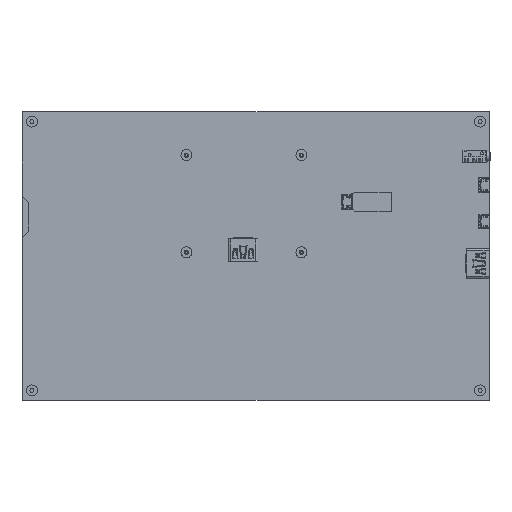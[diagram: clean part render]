
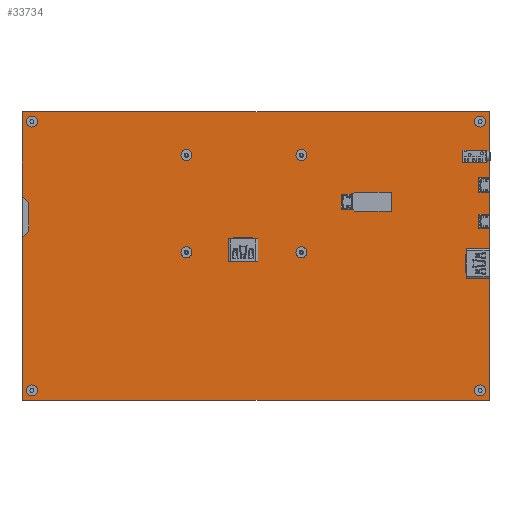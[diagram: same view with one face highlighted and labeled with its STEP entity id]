
A CAD part, front view. The second image highlights one B-rep face of the part: STEP entity #33734.
In plain terms, the highlighted face is planar.
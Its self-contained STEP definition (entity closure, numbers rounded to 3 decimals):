
#264=CIRCLE('',#35840,2.75);
#266=CIRCLE('',#35844,2.75);
#268=CIRCLE('',#35848,2.75);
#270=CIRCLE('',#35852,2.75);
#280=CIRCLE('',#35872,2.75);
#282=CIRCLE('',#35876,2.75);
#284=CIRCLE('',#35880,2.75);
#286=CIRCLE('',#35884,2.75);
#287=CIRCLE('',#35892,1.);
#288=CIRCLE('',#35893,1.);
#289=CIRCLE('',#35894,1.);
#290=CIRCLE('',#35895,1.);
#844=FACE_BOUND('',#2860,.T.);
#845=FACE_BOUND('',#2861,.T.);
#846=FACE_BOUND('',#2862,.T.);
#847=FACE_BOUND('',#2863,.T.);
#848=FACE_BOUND('',#2864,.T.);
#849=FACE_BOUND('',#2865,.T.);
#850=FACE_BOUND('',#2866,.T.);
#851=FACE_BOUND('',#2867,.T.);
#852=FACE_BOUND('',#2868,.T.);
#972=FACE_OUTER_BOUND('',#2859,.T.);
#2859=EDGE_LOOP('',(#21220,#21221,#21222,#21223,#21224,#21225,#21226,#21227,
#21228,#21229,#21230,#21231));
#2860=EDGE_LOOP('',(#21232,#21233,#21234,#21235,#21236,#21237));
#2861=EDGE_LOOP('',(#21238));
#2862=EDGE_LOOP('',(#21239));
#2863=EDGE_LOOP('',(#21240));
#2864=EDGE_LOOP('',(#21241));
#2865=EDGE_LOOP('',(#21242));
#2866=EDGE_LOOP('',(#21243));
#2867=EDGE_LOOP('',(#21244));
#2868=EDGE_LOOP('',(#21245));
#4782=LINE('',#46804,#9047);
#4786=LINE('',#46812,#9051);
#4789=LINE('',#46818,#9054);
#4792=LINE('',#46824,#9057);
#4796=LINE('',#46832,#9061);
#4799=LINE('',#46836,#9064);
#4816=LINE('',#46952,#9081);
#4820=LINE('',#46960,#9085);
#4823=LINE('',#46966,#9088);
#4828=LINE('',#46975,#9093);
#4829=LINE('',#46978,#9094);
#4832=LINE('',#46986,#9097);
#4833=LINE('',#46990,#9098);
#4834=LINE('',#46994,#9099);
#9047=VECTOR('',#38109,10.);
#9051=VECTOR('',#38115,10.);
#9054=VECTOR('',#38120,10.);
#9057=VECTOR('',#38125,10.);
#9061=VECTOR('',#38131,10.);
#9064=VECTOR('',#38136,10.);
#9081=VECTOR('',#38283,10.);
#9085=VECTOR('',#38289,10.);
#9088=VECTOR('',#38294,10.);
#9093=VECTOR('',#38301,10.);
#9094=VECTOR('',#38304,10.);
#9097=VECTOR('',#38311,10.);
#9098=VECTOR('',#38314,10.);
#9099=VECTOR('',#38317,10.);
#13296=VERTEX_POINT('',#46802);
#13297=VERTEX_POINT('',#46803);
#13300=VERTEX_POINT('',#46811);
#13302=VERTEX_POINT('',#46817);
#13304=VERTEX_POINT('',#46823);
#13307=VERTEX_POINT('',#46831);
#13317=VERTEX_POINT('',#46868);
#13319=VERTEX_POINT('',#46875);
#13321=VERTEX_POINT('',#46882);
#13323=VERTEX_POINT('',#46889);
#13333=VERTEX_POINT('',#46924);
#13335=VERTEX_POINT('',#46931);
#13337=VERTEX_POINT('',#46938);
#13339=VERTEX_POINT('',#46945);
#13340=VERTEX_POINT('',#46950);
#13341=VERTEX_POINT('',#46951);
#13344=VERTEX_POINT('',#46959);
#13346=VERTEX_POINT('',#46965);
#13349=VERTEX_POINT('',#46973);
#13350=VERTEX_POINT('',#46977);
#13352=VERTEX_POINT('',#46983);
#13353=VERTEX_POINT('',#46985);
#13354=VERTEX_POINT('',#46987);
#13355=VERTEX_POINT('',#46989);
#13356=VERTEX_POINT('',#46991);
#13357=VERTEX_POINT('',#46993);
#16256=EDGE_CURVE('',#13296,#13297,#4782,.T.);
#16260=EDGE_CURVE('',#13300,#13297,#4786,.T.);
#16263=EDGE_CURVE('',#13300,#13302,#4789,.T.);
#16266=EDGE_CURVE('',#13304,#13302,#4792,.T.);
#16270=EDGE_CURVE('',#13307,#13304,#4796,.T.);
#16273=EDGE_CURVE('',#13296,#13307,#4799,.T.);
#16288=EDGE_CURVE('',#13317,#13317,#264,.T.);
#16291=EDGE_CURVE('',#13319,#13319,#266,.T.);
#16294=EDGE_CURVE('',#13321,#13321,#268,.T.);
#16297=EDGE_CURVE('',#13323,#13323,#270,.T.);
#16312=EDGE_CURVE('',#13333,#13333,#280,.T.);
#16315=EDGE_CURVE('',#13335,#13335,#282,.T.);
#16318=EDGE_CURVE('',#13337,#13337,#284,.T.);
#16321=EDGE_CURVE('',#13339,#13339,#286,.T.);
#16322=EDGE_CURVE('',#13340,#13341,#4816,.T.);
#16326=EDGE_CURVE('',#13344,#13340,#4820,.T.);
#16329=EDGE_CURVE('',#13346,#13344,#4823,.T.);
#16334=EDGE_CURVE('',#13341,#13349,#4828,.T.);
#16335=EDGE_CURVE('',#13350,#13346,#4829,.T.);
#16338=EDGE_CURVE('',#13352,#13349,#287,.T.);
#16339=EDGE_CURVE('',#13352,#13353,#4832,.T.);
#16340=EDGE_CURVE('',#13354,#13353,#288,.T.);
#16341=EDGE_CURVE('',#13354,#13355,#4833,.T.);
#16342=EDGE_CURVE('',#13356,#13355,#289,.T.);
#16343=EDGE_CURVE('',#13356,#13357,#4834,.T.);
#16344=EDGE_CURVE('',#13350,#13357,#290,.T.);
#21220=ORIENTED_EDGE('',*,*,#16329,.T.);
#21221=ORIENTED_EDGE('',*,*,#16326,.T.);
#21222=ORIENTED_EDGE('',*,*,#16322,.T.);
#21223=ORIENTED_EDGE('',*,*,#16334,.T.);
#21224=ORIENTED_EDGE('',*,*,#16338,.F.);
#21225=ORIENTED_EDGE('',*,*,#16339,.T.);
#21226=ORIENTED_EDGE('',*,*,#16340,.F.);
#21227=ORIENTED_EDGE('',*,*,#16341,.T.);
#21228=ORIENTED_EDGE('',*,*,#16342,.F.);
#21229=ORIENTED_EDGE('',*,*,#16343,.T.);
#21230=ORIENTED_EDGE('',*,*,#16344,.F.);
#21231=ORIENTED_EDGE('',*,*,#16335,.T.);
#21232=ORIENTED_EDGE('',*,*,#16273,.T.);
#21233=ORIENTED_EDGE('',*,*,#16270,.T.);
#21234=ORIENTED_EDGE('',*,*,#16266,.T.);
#21235=ORIENTED_EDGE('',*,*,#16263,.F.);
#21236=ORIENTED_EDGE('',*,*,#16260,.T.);
#21237=ORIENTED_EDGE('',*,*,#16256,.F.);
#21238=ORIENTED_EDGE('',*,*,#16288,.T.);
#21239=ORIENTED_EDGE('',*,*,#16291,.T.);
#21240=ORIENTED_EDGE('',*,*,#16294,.T.);
#21241=ORIENTED_EDGE('',*,*,#16297,.T.);
#21242=ORIENTED_EDGE('',*,*,#16312,.T.);
#21243=ORIENTED_EDGE('',*,*,#16315,.T.);
#21244=ORIENTED_EDGE('',*,*,#16318,.T.);
#21245=ORIENTED_EDGE('',*,*,#16321,.T.);
#30609=PLANE('',#35891);
#33734=ADVANCED_FACE('',(#972,#844,#845,#846,#847,#848,#849,#850,#851,#852),
#30609,.T.);
#35840=AXIS2_PLACEMENT_3D('',#46870,#38178,#38179);
#35844=AXIS2_PLACEMENT_3D('',#46877,#38187,#38188);
#35848=AXIS2_PLACEMENT_3D('',#46884,#38196,#38197);
#35852=AXIS2_PLACEMENT_3D('',#46891,#38205,#38206);
#35872=AXIS2_PLACEMENT_3D('',#46926,#38250,#38251);
#35876=AXIS2_PLACEMENT_3D('',#46933,#38259,#38260);
#35880=AXIS2_PLACEMENT_3D('',#46940,#38268,#38269);
#35884=AXIS2_PLACEMENT_3D('',#46947,#38277,#38278);
#35891=AXIS2_PLACEMENT_3D('',#46982,#38307,#38308);
#35892=AXIS2_PLACEMENT_3D('',#46984,#38309,#38310);
#35893=AXIS2_PLACEMENT_3D('',#46988,#38312,#38313);
#35894=AXIS2_PLACEMENT_3D('',#46992,#38315,#38316);
#35895=AXIS2_PLACEMENT_3D('',#46995,#38318,#38319);
#38109=DIRECTION('',(0.707,0.,-0.707));
#38115=DIRECTION('',(0.,0.,1.));
#38120=DIRECTION('',(-0.707,0.,-0.707));
#38125=DIRECTION('',(1.,0.,0.));
#38131=DIRECTION('',(0.,0.,-1.));
#38136=DIRECTION('',(-1.,0.,0.));
#38178=DIRECTION('center_axis',(0.,-1.,0.));
#38179=DIRECTION('ref_axis',(1.,0.,0.));
#38187=DIRECTION('center_axis',(0.,-1.,0.));
#38188=DIRECTION('ref_axis',(1.,0.,0.));
#38196=DIRECTION('center_axis',(0.,-1.,0.));
#38197=DIRECTION('ref_axis',(1.,0.,0.));
#38205=DIRECTION('center_axis',(0.,-1.,0.));
#38206=DIRECTION('ref_axis',(1.,0.,0.));
#38250=DIRECTION('center_axis',(0.,-1.,0.));
#38251=DIRECTION('ref_axis',(1.,0.,0.));
#38259=DIRECTION('center_axis',(0.,-1.,0.));
#38260=DIRECTION('ref_axis',(1.,0.,0.));
#38268=DIRECTION('center_axis',(0.,-1.,0.));
#38269=DIRECTION('ref_axis',(1.,0.,0.));
#38277=DIRECTION('center_axis',(0.,-1.,0.));
#38278=DIRECTION('ref_axis',(1.,0.,0.));
#38283=DIRECTION('',(0.749,0.,-0.663));
#38289=DIRECTION('',(0.,0.,-1.));
#38294=DIRECTION('',(-0.749,0.,-0.663));
#38301=DIRECTION('',(0.,0.,-1.));
#38304=DIRECTION('',(0.,0.,-1.));
#38307=DIRECTION('center_axis',(0.,1.,0.));
#38308=DIRECTION('ref_axis',(0.,0.,1.));
#38309=DIRECTION('center_axis',(0.,-1.,0.));
#38310=DIRECTION('ref_axis',(0.707,0.,-0.707));
#38311=DIRECTION('',(-1.,0.,0.));
#38312=DIRECTION('center_axis',(0.,-1.,0.));
#38313=DIRECTION('ref_axis',(-0.707,0.,-0.707));
#38314=DIRECTION('',(0.,0.,1.));
#38315=DIRECTION('center_axis',(0.,-1.,0.));
#38316=DIRECTION('ref_axis',(-0.707,0.,0.707));
#38317=DIRECTION('',(1.,0.,0.));
#38318=DIRECTION('center_axis',(0.,-1.,0.));
#38319=DIRECTION('ref_axis',(0.707,0.,0.707));
#46802=CARTESIAN_POINT('',(68.3,1.7,-40.6));
#46803=CARTESIAN_POINT('',(69.8,1.7,-42.1));
#46804=CARTESIAN_POINT('',(89.146,1.7,-61.446));
#46811=CARTESIAN_POINT('',(69.8,1.7,-48.8));
#46812=CARTESIAN_POINT('',(69.8,1.7,-61.543));
#46817=CARTESIAN_POINT('',(68.3,1.7,-50.3));
#46818=CARTESIAN_POINT('',(75.479,1.7,-43.121));
#46823=CARTESIAN_POINT('',(49.8,1.7,-50.3));
#46824=CARTESIAN_POINT('',(83.9,1.7,-50.3));
#46831=CARTESIAN_POINT('',(49.8,1.7,-40.6));
#46832=CARTESIAN_POINT('',(49.8,1.7,-56.693));
#46836=CARTESIAN_POINT('',(93.9,1.7,-40.6));
#46868=CARTESIAN_POINT('',(150.33,1.7,-70.91));
#46870=CARTESIAN_POINT('Origin',(153.08,1.7,-70.91));
#46875=CARTESIAN_POINT('',(150.33,1.7,-21.91));
#46877=CARTESIAN_POINT('Origin',(153.08,1.7,-21.91));
#46882=CARTESIAN_POINT('',(92.33,1.7,-70.91));
#46884=CARTESIAN_POINT('Origin',(95.08,1.7,-70.91));
#46889=CARTESIAN_POINT('',(92.33,1.7,-21.91));
#46891=CARTESIAN_POINT('Origin',(95.08,1.7,-21.91));
#46924=CARTESIAN_POINT('',(228.245,1.7,-5.));
#46926=CARTESIAN_POINT('Origin',(230.995,1.7,-5.));
#46931=CARTESIAN_POINT('',(228.245,1.7,-140.57));
#46933=CARTESIAN_POINT('Origin',(230.995,1.7,-140.57));
#46938=CARTESIAN_POINT('',(2.255,1.7,-5.));
#46940=CARTESIAN_POINT('Origin',(5.005,1.7,-5.));
#46945=CARTESIAN_POINT('',(2.255,1.7,-140.57));
#46947=CARTESIAN_POINT('Origin',(5.005,1.7,-140.57));
#46950=CARTESIAN_POINT('',(232.5,1.7,-60.25));
#46951=CARTESIAN_POINT('',(236.,1.7,-63.35));
#46952=CARTESIAN_POINT('',(203.529,1.7,-34.59));
#46959=CARTESIAN_POINT('',(232.5,1.7,-45.75));
#46960=CARTESIAN_POINT('',(232.5,1.7,-59.268));
#46965=CARTESIAN_POINT('',(236.,1.7,-42.65));
#46966=CARTESIAN_POINT('',(195.459,1.7,-78.558));
#46973=CARTESIAN_POINT('',(236.,1.7,-144.57));
#46975=CARTESIAN_POINT('',(236.,1.7,0.));
#46977=CARTESIAN_POINT('',(236.,1.7,-1.));
#46978=CARTESIAN_POINT('',(236.,1.7,0.));
#46982=CARTESIAN_POINT('Origin',(118.,1.7,-72.785));
#46983=CARTESIAN_POINT('',(235.,1.7,-145.57));
#46984=CARTESIAN_POINT('Origin',(235.,1.7,-144.57));
#46985=CARTESIAN_POINT('',(1.,1.7,-145.57));
#46986=CARTESIAN_POINT('',(236.,1.7,-145.57));
#46987=CARTESIAN_POINT('',(0.,1.7,-144.57));
#46988=CARTESIAN_POINT('Origin',(1.,1.7,-144.57));
#46989=CARTESIAN_POINT('',(0.,1.7,-1.));
#46990=CARTESIAN_POINT('',(0.,1.7,-145.57));
#46991=CARTESIAN_POINT('',(1.,1.7,0.));
#46992=CARTESIAN_POINT('Origin',(1.,1.7,-1.));
#46993=CARTESIAN_POINT('',(235.,1.7,0.));
#46994=CARTESIAN_POINT('',(0.,1.7,0.));
#46995=CARTESIAN_POINT('Origin',(235.,1.7,-1.));
